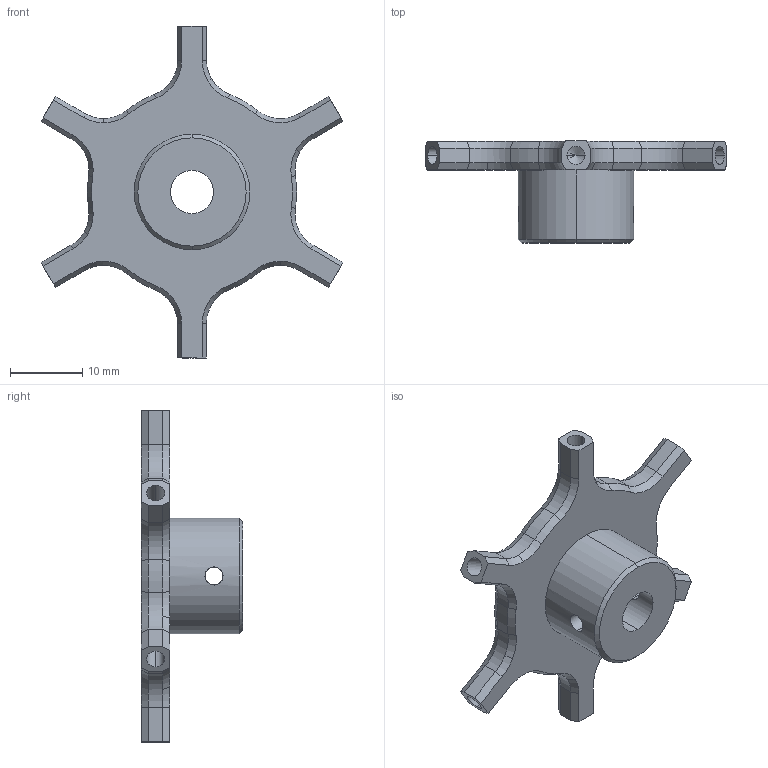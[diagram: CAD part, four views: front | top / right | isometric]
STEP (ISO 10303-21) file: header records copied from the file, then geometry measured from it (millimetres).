
FILE_DESCRIPTION (( 'STEP AP214' ), '1' );
FILE_NAME ('畢謫翋极.STEP', '2017-04-05T08:27:46', ( '' ), ( '' ), 'SwSTEP 2.0', 'SolidWorks 2017', '' );
FILE_SCHEMA (( 'AUTOMOTIVE_DESIGN' ));
Length unit declared in the file: millimetre
Products named in the file (1): 畢謫翋极
Bounding box: 41.83 x 14.1 x 46 mm (x, y, z)
Volume: 4812.1 mm3; surface area: 3548.6 mm2
Topology: 1 solids, 1 shells, 141 faces, 351 edges, 207 vertices
Faces by surface type: cone 56, plane 45, cylinder 40
Entity records: 4439 total; most frequent: CARTESIAN_POINT 852, DIRECTION 736, ORIENTED_EDGE 678, EDGE_CURVE 339, AXIS2_PLACEMENT_3D 263, LINE 210, VECTOR 210, VERTEX_POINT 207
